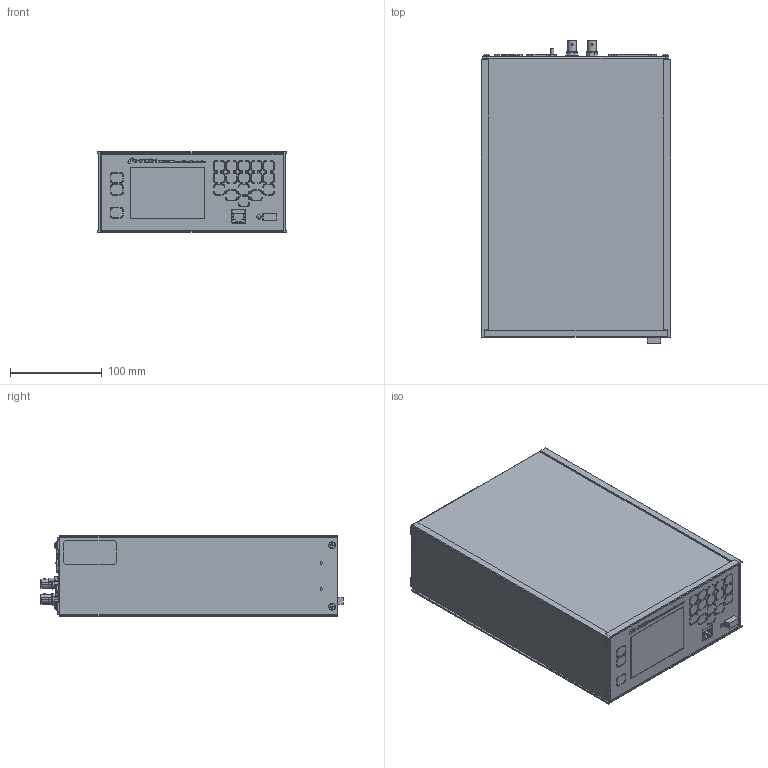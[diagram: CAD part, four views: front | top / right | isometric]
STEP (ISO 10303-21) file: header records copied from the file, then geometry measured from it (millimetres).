
FILE_DESCRIPTION(/* description */ ('XTC/3M Deposition Controller (XC3M-1100)'),/* implementation_level */ '2;1');
FILE_NAME(/* name */ 'XC3M-1100 - XTC/3M Deposition Controller (Outline Model rev.A).stp',/* time_stamp */ '2018-07-17T11:32:56-04:00',/* author */ ('Chris Wagner'),/* organization */ ('INFICON'),/* preprocessor_version */ 'ST-DEVELOPER v16',/* originating_system */ 'SIEMENS PLM Software NX 10.0',/* authorisation */ 'Copyright© 2018 INFICON - ALL RIGHTS RESERVED');
FILE_SCHEMA (('AUTOMOTIVE_DESIGN { 1 0 10303 214 3 1 1 1 }'));
Products named in the file (1): XC3M-1100_A
Bounding box: 206.45 x 329.67 x 88.14 mm (x, y, z)
Volume: 5162836.8 mm3; surface area: 260370.7 mm2
Topology: 1 solids, 28 shells, 2894 faces, 7526 edges, 4923 vertices
Faces by surface type: plane 1805, cylinder 829, cone 147, extrusion 84, sphere 13, torus 8, bspline 8
Full cylindrical faces by diameter (mm): 0.889 x1, 1.016 x51, 1.143 x9, 1.981 x2, 2.083 x1, 2.261 x10, 2.692 x4, 2.729 x4, 2.845 x10, 3.02 x1, 3.048 x12, 3.48 x2, 3.505 x12, 3.581 x2, 3.658 x4, 3.81 x5, 3.938 x1, 4.089 x8, 4.343 x4, 4.674 x1, 4.75 x2, 6.35 x1, 6.706 x1, 6.858 x8, 7.112 x8, 7.341 x4, 8.128 x1, 12.7 x4, 16.002 x3
Entity records: 105172 total; most frequent: CARTESIAN_POINT 19207, DIRECTION 14499, ORIENTED_EDGE 14382, EDGE_CURVE 7191, AXIS2_PLACEMENT_3D 4932, VERTEX_POINT 4816, VECTOR 4635, LINE 4551
